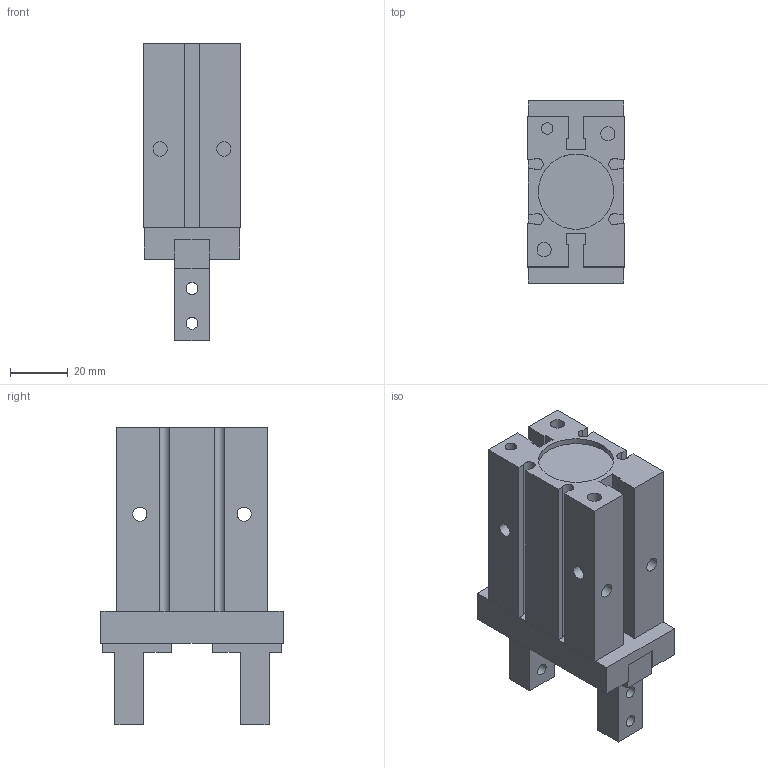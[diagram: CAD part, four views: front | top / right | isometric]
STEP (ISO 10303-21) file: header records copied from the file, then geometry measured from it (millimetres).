
FILE_DESCRIPTION( ( 'STEP AP203' ), '1' );
FILE_NAME( 'PP100.025.xxx.stp', '2019-11-06T07:26:04', ( '' ), ( '' ), ' ', 'PARTsolutions', ' ' );
FILE_SCHEMA( ( 'CONFIG_CONTROL_DESIGN' ) );
Length unit declared in the file: millimetre
Products named in the file (3): PP100.025.xxx; Imported1
Assembly tree (3 placements, depth 2):
  PP100.025.xxx
    Imported1
    Imported1  x2
Bounding box: 33.6 x 63 x 102.7 mm (x, y, z)
Volume: 123420.1 mm3; surface area: 30626.8 mm2
Topology: 3 solids, 3 shells, 106 faces, 276 edges, 180 vertices
Faces by surface type: plane 86, cylinder 20
Full cylindrical faces by diameter (mm): 4 x1, 4.134 x6, 4.917 x8, 26 x1
Entity records: 2888 total; most frequent: CARTESIAN_POINT 482, DIRECTION 464, ORIENTED_EDGE 456, EDGE_CURVE 228, LINE 188, VECTOR 188, VERTEX_POINT 156, AXIS2_PLACEMENT_3D 138
